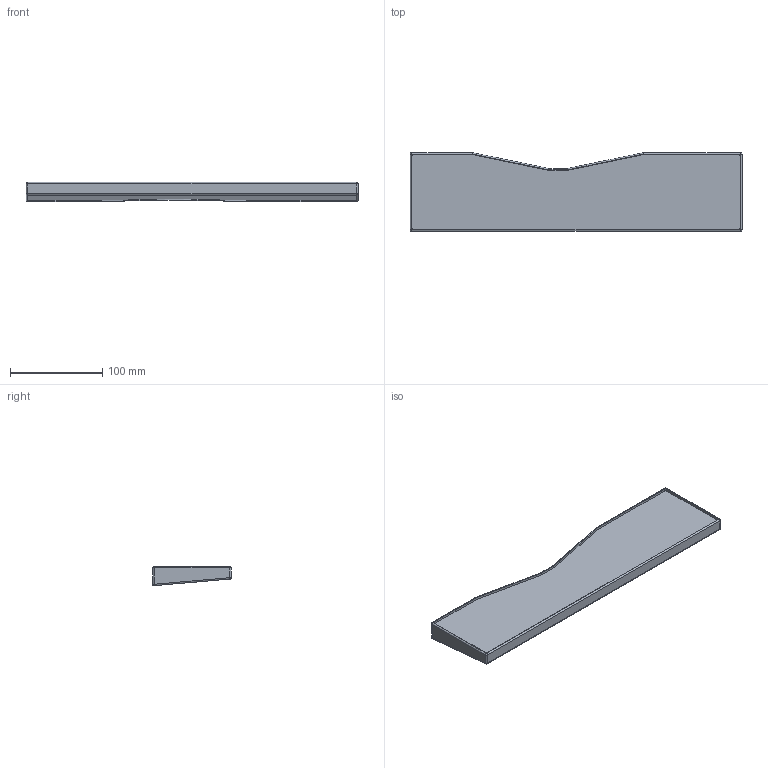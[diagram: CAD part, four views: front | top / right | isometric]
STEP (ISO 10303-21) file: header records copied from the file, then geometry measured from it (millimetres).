
FILE_DESCRIPTION(/* description */ (''),/* implementation_level */ '2;1');
FILE_NAME(/* name */ '5f0e7bf9be8d8012212582ae',/* time_stamp */ '2020-07-15T03:46:02+00:00',/* author */ (''),/* organization */ (''),/* preprocessor_version */ 'ST-DEVELOPER v16.7',/* originating_system */ $,/* authorisation */ $);
FILE_SCHEMA (('AUTOMOTIVE_DESIGN {1 0 10303 214 3 1 1}'));
Length unit declared in the file: metre
Products named in the file (1): Wrist Rest - Body
Bounding box: 359 x 85 x 20.92 mm (x, y, z)
Volume: 384098 mm3; surface area: 75396.6 mm2
Topology: 1 solids, 1 shells, 88 faces, 223 edges, 135 vertices
Faces by surface type: cylinder 38, plane 28, bspline 8, torus 6, sphere 4, cone 4
Full cylindrical faces by diameter (mm): 2.05 x4
Entity records: 2613 total; most frequent: CARTESIAN_POINT 549, DIRECTION 439, ORIENTED_EDGE 406, EDGE_CURVE 203, AXIS2_PLACEMENT_3D 165, VERTEX_POINT 131, LINE 109, VECTOR 109
